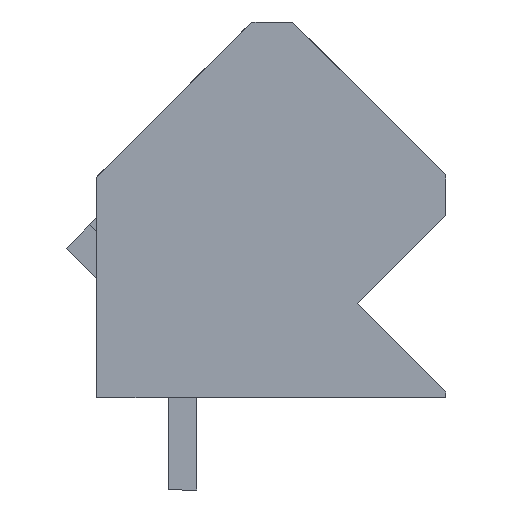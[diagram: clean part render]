
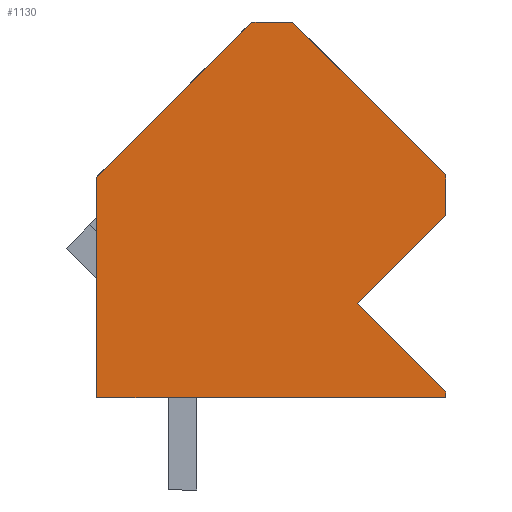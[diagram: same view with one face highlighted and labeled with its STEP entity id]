
A CAD part, left-side view. The second image highlights one B-rep face of the part: STEP entity #1130.
In plain terms, the highlighted planar face has unit normal (-1, 0, 0).
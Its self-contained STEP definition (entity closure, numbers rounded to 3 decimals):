
#1079=AXIS2_PLACEMENT_3D('Plane Axis2P3D',#1076,#1077,#1078) ;
#255=CARTESIAN_POINT('Vertex',(0.,5.303,16.228)) ;
#258=CARTESIAN_POINT('Line Origine',(0.,2.651,13.577)) ;
#262=CARTESIAN_POINT('Vertex',(0.,0.,10.925)) ;
#831=CARTESIAN_POINT('Vertex',(0.,12.092,10.853)) ;
#834=CARTESIAN_POINT('Line Origine',(0.,9.405,13.541)) ;
#838=CARTESIAN_POINT('Vertex',(0.,6.717,16.228)) ;
#1057=CARTESIAN_POINT('Line Origine',(0.,0.,10.218)) ;
#1061=CARTESIAN_POINT('Vertex',(0.,0.,9.511)) ;
#1076=CARTESIAN_POINT('Axis2P3D Location',(0.,13.152,0.)) ;
#1081=CARTESIAN_POINT('Line Origine',(0.,6.046,3.2)) ;
#1085=CARTESIAN_POINT('Vertex',(0.,12.092,3.2)) ;
#1087=CARTESIAN_POINT('Vertex',(0.,0.,3.2)) ;
#1090=CARTESIAN_POINT('Line Origine',(0.,0.,3.3)) ;
#1094=CARTESIAN_POINT('Vertex',(0.,0.,3.4)) ;
#1097=CARTESIAN_POINT('Line Origine',(0.,1.527,4.928)) ;
#1101=CARTESIAN_POINT('Vertex',(0.,3.055,6.455)) ;
#1104=CARTESIAN_POINT('Line Origine',(0.,1.527,7.983)) ;
#1109=CARTESIAN_POINT('Line Origine',(0.,6.01,16.228)) ;
#1114=CARTESIAN_POINT('Line Origine',(0.,12.092,7.027)) ;
#259=DIRECTION('Vector Direction',(0.,0.707,0.707)) ;
#835=DIRECTION('Vector Direction',(0.,0.707,-0.707)) ;
#1058=DIRECTION('Vector Direction',(0.,0.,1.)) ;
#1077=DIRECTION('Axis2P3D Direction',(-1.,0.,0.)) ;
#1078=DIRECTION('Axis2P3D XDirection',(0.,-1.,0.)) ;
#1082=DIRECTION('Vector Direction',(0.,-1.,0.)) ;
#1091=DIRECTION('Vector Direction',(0.,0.,1.)) ;
#1098=DIRECTION('Vector Direction',(0.,0.707,0.707)) ;
#1105=DIRECTION('Vector Direction',(0.,-0.707,0.707)) ;
#1110=DIRECTION('Vector Direction',(0.,1.,0.)) ;
#1115=DIRECTION('Vector Direction',(0.,0.,-1.)) ;
#260=VECTOR('Line Direction',#259,1.) ;
#836=VECTOR('Line Direction',#835,1.) ;
#1059=VECTOR('Line Direction',#1058,1.) ;
#1083=VECTOR('Line Direction',#1082,1.) ;
#1092=VECTOR('Line Direction',#1091,1.) ;
#1099=VECTOR('Line Direction',#1098,1.) ;
#1106=VECTOR('Line Direction',#1105,1.) ;
#1111=VECTOR('Line Direction',#1110,1.) ;
#1116=VECTOR('Line Direction',#1115,1.) ;
#1120=ORIENTED_EDGE('',*,*,#1089,.T.) ;
#1121=ORIENTED_EDGE('',*,*,#1096,.T.) ;
#1122=ORIENTED_EDGE('',*,*,#1103,.T.) ;
#1123=ORIENTED_EDGE('',*,*,#1108,.T.) ;
#1124=ORIENTED_EDGE('',*,*,#1063,.T.) ;
#1125=ORIENTED_EDGE('',*,*,#264,.T.) ;
#1126=ORIENTED_EDGE('',*,*,#1113,.T.) ;
#1127=ORIENTED_EDGE('',*,*,#840,.T.) ;
#1128=ORIENTED_EDGE('',*,*,#1118,.T.) ;
#1130=ADVANCED_FACE('HOUSING',(#1129),#1080,.T.) ;
#264=EDGE_CURVE('',#263,#256,#261,.T.) ;
#840=EDGE_CURVE('',#839,#832,#837,.T.) ;
#1063=EDGE_CURVE('',#1062,#263,#1060,.T.) ;
#1089=EDGE_CURVE('',#1086,#1088,#1084,.T.) ;
#1096=EDGE_CURVE('',#1088,#1095,#1093,.T.) ;
#1103=EDGE_CURVE('',#1095,#1102,#1100,.T.) ;
#1108=EDGE_CURVE('',#1102,#1062,#1107,.T.) ;
#1113=EDGE_CURVE('',#256,#839,#1112,.T.) ;
#1118=EDGE_CURVE('',#832,#1086,#1117,.T.) ;
#1119=EDGE_LOOP('',(#1120,#1121,#1122,#1123,#1124,#1125,#1126,#1127,#1128)) ;
#1129=FACE_OUTER_BOUND('',#1119,.T.) ;
#261=LINE('Line',#258,#260) ;
#837=LINE('Line',#834,#836) ;
#1060=LINE('Line',#1057,#1059) ;
#1084=LINE('Line',#1081,#1083) ;
#1093=LINE('Line',#1090,#1092) ;
#1100=LINE('Line',#1097,#1099) ;
#1107=LINE('Line',#1104,#1106) ;
#1112=LINE('Line',#1109,#1111) ;
#1117=LINE('Line',#1114,#1116) ;
#1080=PLANE('',#1079) ;
#256=VERTEX_POINT('',#255) ;
#263=VERTEX_POINT('',#262) ;
#832=VERTEX_POINT('',#831) ;
#839=VERTEX_POINT('',#838) ;
#1062=VERTEX_POINT('',#1061) ;
#1086=VERTEX_POINT('',#1085) ;
#1088=VERTEX_POINT('',#1087) ;
#1095=VERTEX_POINT('',#1094) ;
#1102=VERTEX_POINT('',#1101) ;
